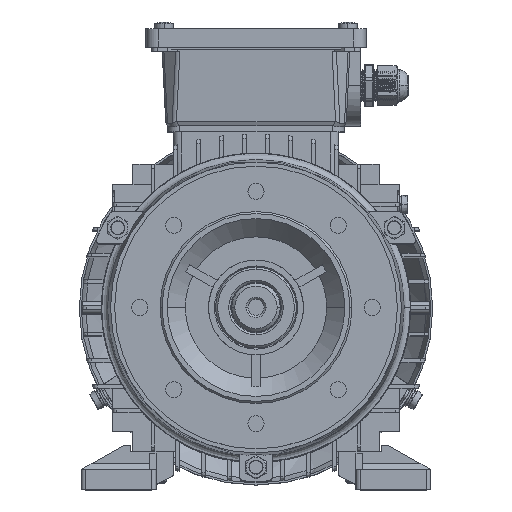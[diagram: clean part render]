
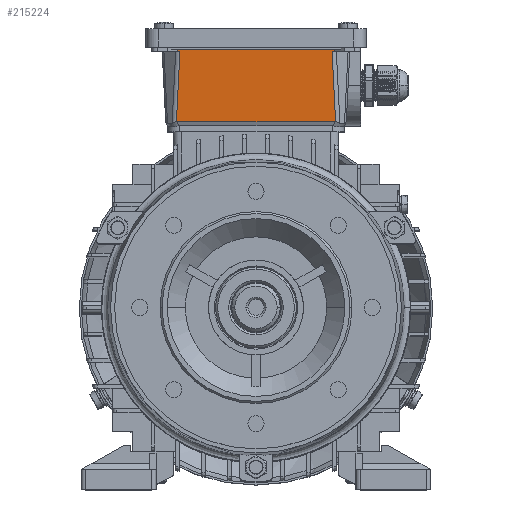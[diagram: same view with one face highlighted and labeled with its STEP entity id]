
A CAD part, top view. The second image highlights one B-rep face of the part: STEP entity #215224.
In plain terms, the highlighted planar face has unit normal (0, -0.05, 0.999).
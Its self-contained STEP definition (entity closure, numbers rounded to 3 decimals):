
#7320 = CARTESIAN_POINT ( 'NONE',  ( -119.302, 113.128, 126.903 ) ) ;
#10475 = EDGE_LOOP ( 'NONE', ( #29582, #357267, #181012, #211079, #337164, #243969, #14125, #304350, #329322, #272582 ) ) ;
#11041 = DIRECTION ( 'NONE',  ( -0.05, 0.998, 0.05 ) ) ;
#14125 = ORIENTED_EDGE ( 'NONE', *, *, #177939, .T. ) ;
#15844 = DIRECTION ( 'NONE',  ( 0.05, 0.998, 0.05 ) ) ;
#18218 = DIRECTION ( 'NONE',  ( -0.05, 0.998, 0.05 ) ) ;
#21258 = DIRECTION ( 'NONE',  ( -1., 0., 0. ) ) ;
#21535 = VERTEX_POINT ( 'NONE', #91072 ) ;
#28274 = EDGE_CURVE ( 'NONE', #97091, #190094, #150686, .T. ) ;
#29582 = ORIENTED_EDGE ( 'NONE', *, *, #301780, .F. ) ;
#29639 = VERTEX_POINT ( 'NONE', #200219 ) ;
#33848 = VECTOR ( 'NONE', #301221, 1000. ) ;
#39063 = CARTESIAN_POINT ( 'NONE',  ( -119.239, 112.911, 126.892 ) ) ;
#46789 = LINE ( 'NONE', #163560, #33848 ) ;
#49068 = CARTESIAN_POINT ( 'NONE',  ( -41.074, 148.888, 128.691 ) ) ;
#54950 = EDGE_CURVE ( 'NONE', #254527, #190094, #268734, .T. ) ;
#61162 = CARTESIAN_POINT ( 'NONE',  ( -40.558, 112.911, 126.892 ) ) ;
#64914 = LINE ( 'NONE', #323387, #278488 ) ;
#66800 = EDGE_CURVE ( 'NONE', #114919, #21535, #64914, .T. ) ;
#76762 = VECTOR ( 'NONE', #345228, 1000. ) ;
#77445 = VECTOR ( 'NONE', #281454, 1000. ) ;
#91072 = CARTESIAN_POINT ( 'NONE',  ( -118.76, 148.888, 128.691 ) ) ;
#97091 = VERTEX_POINT ( 'NONE', #287646 ) ;
#103999 = CARTESIAN_POINT ( 'NONE',  ( -14.667, 112.911, 126.892 ) ) ;
#105177 = LINE ( 'NONE', #202644, #270910 ) ;
#109112 = AXIS2_PLACEMENT_3D ( 'NONE', #360557, #140043, #164488 ) ;
#113934 = CARTESIAN_POINT ( 'NONE',  ( -42.271, 147.911, 128.642 ) ) ;
#114919 = VERTEX_POINT ( 'NONE', #49068 ) ;
#121270 = VECTOR ( 'NONE', #18218, 1000. ) ;
#137679 = CARTESIAN_POINT ( 'NONE',  ( -40.631, 112.911, 126.892 ) ) ;
#138275 = CARTESIAN_POINT ( 'NONE',  ( -117.563, 147.911, 128.642 ) ) ;
#140043 = DIRECTION ( 'NONE',  ( 0., 0.05, -0.999 ) ) ;
#142806 = CARTESIAN_POINT ( 'NONE',  ( -40.521, 112.913, 126.893 ) ) ;
#148023 = CARTESIAN_POINT ( 'NONE',  ( -41.025, 147.911, 128.642 ) ) ;
#150686 =( BOUNDED_CURVE ( )  B_SPLINE_CURVE ( 3, ( #320421, #205994, #39063, #159692 ),
 .UNSPECIFIED., .F., .T. ) 
 B_SPLINE_CURVE_WITH_KNOTS ( ( 4, 4 ),
 ( 6.103, 6.12 ),
 .UNSPECIFIED. ) 
 CURVE ( )  GEOMETRIC_REPRESENTATION_ITEM ( )  RATIONAL_B_SPLINE_CURVE ( ( 1., 1., 1., 1. ) ) 
 REPRESENTATION_ITEM ( '' )  );
#159692 = CARTESIAN_POINT ( 'NONE',  ( -119.202, 112.911, 126.892 ) ) ;
#163560 = CARTESIAN_POINT ( 'NONE',  ( -14.667, 147.911, 128.642 ) ) ;
#164488 = DIRECTION ( 'NONE',  ( 0., -0.999, -0.05 ) ) ;
#165922 = VERTEX_POINT ( 'NONE', #148023 ) ;
#169129 = LINE ( 'NONE', #7320, #77445 ) ;
#177939 = EDGE_CURVE ( 'NONE', #323755, #273111, #267374, .T. ) ;
#181012 = ORIENTED_EDGE ( 'NONE', *, *, #334539, .T. ) ;
#186520 = EDGE_CURVE ( 'NONE', #254527, #323755, #297036, .T. ) ;
#186652 = LINE ( 'NONE', #294743, #121270 ) ;
#190094 = VERTEX_POINT ( 'NONE', #235874 ) ;
#200219 = CARTESIAN_POINT ( 'NONE',  ( -118.809, 147.911, 128.642 ) ) ;
#202644 = CARTESIAN_POINT ( 'NONE',  ( -14.667, 147.911, 128.642 ) ) ;
#205994 = CARTESIAN_POINT ( 'NONE',  ( -119.276, 112.911, 126.892 ) ) ;
#211079 = ORIENTED_EDGE ( 'NONE', *, *, #28274, .T. ) ;
#215224 = ADVANCED_FACE ( 'NONE', ( #328817 ), #275343, .F. ) ;
#222581 = EDGE_CURVE ( 'NONE', #273111, #165922, #105177, .T. ) ;
#225440 = LINE ( 'NONE', #291185, #269146 ) ;
#228247 = DIRECTION ( 'NONE',  ( 1., 0., 0. ) ) ;
#231353 = EDGE_CURVE ( 'NONE', #165922, #114919, #186652, .T. ) ;
#231567 = EDGE_CURVE ( 'NONE', #29639, #320533, #46789, .T. ) ;
#235874 = CARTESIAN_POINT ( 'NONE',  ( -119.202, 112.911, 126.892 ) ) ;
#243969 = ORIENTED_EDGE ( 'NONE', *, *, #186520, .T. ) ;
#254527 = VERTEX_POINT ( 'NONE', #137679 ) ;
#254857 = CARTESIAN_POINT ( 'NONE',  ( -40.595, 112.911, 126.892 ) ) ;
#255339 = CARTESIAN_POINT ( 'NONE',  ( -40.521, 112.913, 126.893 ) ) ;
#260749 = CARTESIAN_POINT ( 'NONE',  ( -45.631, 215.11, 132.002 ) ) ;
#267374 = LINE ( 'NONE', #260749, #302287 ) ;
#268734 = LINE ( 'NONE', #103999, #76762 ) ;
#269146 = VECTOR ( 'NONE', #15844, 1000. ) ;
#270910 = VECTOR ( 'NONE', #228247, 1000. ) ;
#272582 = ORIENTED_EDGE ( 'NONE', *, *, #66800, .T. ) ;
#273111 = VERTEX_POINT ( 'NONE', #113934 ) ;
#275343 = PLANE ( 'NONE',  #109112 ) ;
#278488 = VECTOR ( 'NONE', #21258, 1000. ) ;
#281454 = DIRECTION ( 'NONE',  ( -0.05, -0.998, -0.05 ) ) ;
#287646 = CARTESIAN_POINT ( 'NONE',  ( -119.313, 112.913, 126.893 ) ) ;
#291185 = CARTESIAN_POINT ( 'NONE',  ( -115.121, 221.665, 132.33 ) ) ;
#294743 = CARTESIAN_POINT ( 'NONE',  ( -44.388, 215.172, 132.005 ) ) ;
#297036 =( BOUNDED_CURVE ( )  B_SPLINE_CURVE ( 3, ( #309711, #254857, #61162, #142806 ),
 .UNSPECIFIED., .F., .T. ) 
 B_SPLINE_CURVE_WITH_KNOTS ( ( 4, 4 ),
 ( 3.305, 3.321 ),
 .UNSPECIFIED. ) 
 CURVE ( )  GEOMETRIC_REPRESENTATION_ITEM ( )  RATIONAL_B_SPLINE_CURVE ( ( 1., 1., 1., 1. ) ) 
 REPRESENTATION_ITEM ( '' )  );
#301221 = DIRECTION ( 'NONE',  ( 1., 0., 0. ) ) ;
#301780 = EDGE_CURVE ( 'NONE', #29639, #21535, #225440, .T. ) ;
#302287 = VECTOR ( 'NONE', #11041, 1000. ) ;
#304350 = ORIENTED_EDGE ( 'NONE', *, *, #222581, .T. ) ;
#309711 = CARTESIAN_POINT ( 'NONE',  ( -40.631, 112.911, 126.892 ) ) ;
#320421 = CARTESIAN_POINT ( 'NONE',  ( -119.313, 112.913, 126.893 ) ) ;
#320533 = VERTEX_POINT ( 'NONE', #138275 ) ;
#323387 = CARTESIAN_POINT ( 'NONE',  ( -14.667, 148.888, 128.691 ) ) ;
#323755 = VERTEX_POINT ( 'NONE', #255339 ) ;
#328817 = FACE_OUTER_BOUND ( 'NONE', #10475, .T. ) ;
#329322 = ORIENTED_EDGE ( 'NONE', *, *, #231353, .T. ) ;
#334539 = EDGE_CURVE ( 'NONE', #320533, #97091, #169129, .T. ) ;
#337164 = ORIENTED_EDGE ( 'NONE', *, *, #54950, .F. ) ;
#345228 = DIRECTION ( 'NONE',  ( -1., 0., 0. ) ) ;
#357267 = ORIENTED_EDGE ( 'NONE', *, *, #231567, .T. ) ;
#360557 = CARTESIAN_POINT ( 'NONE',  ( -14.667, 216.655, 132.08 ) ) ;
